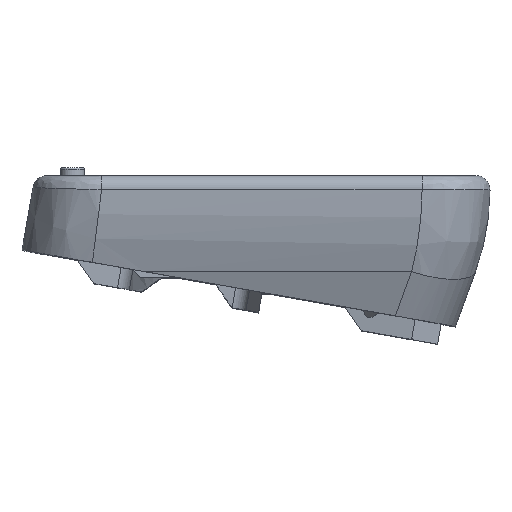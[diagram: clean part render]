
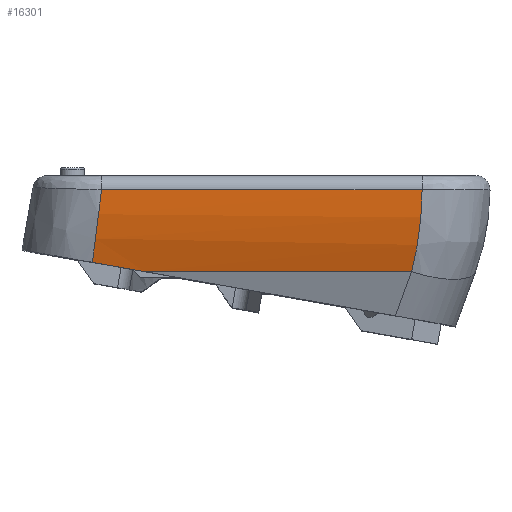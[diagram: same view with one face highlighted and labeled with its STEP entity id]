
A CAD part, top view. The second image highlights one B-rep face of the part: STEP entity #16301.
In plain terms, the highlighted cylindrical face has radius 50 mm (diameter 100 mm), a partial arc.
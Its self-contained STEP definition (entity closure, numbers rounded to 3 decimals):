
#262=ELLIPSE('',#17664,61.612,50.);
#263=ELLIPSE('',#17666,287.939,50.);
#391=B_SPLINE_CURVE_WITH_KNOTS('',3,(#40023,#40024,#40025,#40026,#40027,
#40028,#40029,#40030,#40031,#40032,#40033,#40034,#40035,#40036,#40037,#40038,
#40039,#40040,#40041),.UNSPECIFIED.,.F.,.F.,(4,3,3,3,3,3,4),(1.262,
1.312,1.362,1.413,1.463,1.515,
1.566),.UNSPECIFIED.);
#1392=LINE('',#36469,#3054);
#1848=LINE('',#40022,#3510);
#3054=VECTOR('',#20276,10.);
#3510=VECTOR('',#21628,10.);
#4039=CYLINDRICAL_SURFACE('',#17665,50.);
#4781=FACE_OUTER_BOUND('',#5666,.T.);
#5666=EDGE_LOOP('',(#13733,#13734,#13735,#13736,#13737));
#7214=VERTEX_POINT('',#36465);
#7215=VERTEX_POINT('',#36467);
#7620=VERTEX_POINT('',#40009);
#7621=VERTEX_POINT('',#40019);
#7622=VERTEX_POINT('',#40021);
#9139=EDGE_CURVE('',#7214,#7215,#1392,.T.);
#9824=EDGE_CURVE('',#7620,#7215,#262,.T.);
#9825=EDGE_CURVE('',#7214,#7621,#263,.T.);
#9826=EDGE_CURVE('',#7622,#7620,#1848,.T.);
#9827=EDGE_CURVE('',#7621,#7622,#391,.T.);
#13733=ORIENTED_EDGE('',*,*,#9825,.F.);
#13734=ORIENTED_EDGE('',*,*,#9139,.T.);
#13735=ORIENTED_EDGE('',*,*,#9824,.F.);
#13736=ORIENTED_EDGE('',*,*,#9826,.F.);
#13737=ORIENTED_EDGE('',*,*,#9827,.F.);
#16301=ADVANCED_FACE('',(#4781),#4039,.T.);
#17664=AXIS2_PLACEMENT_3D('',#40017,#21622,#21623);
#17665=AXIS2_PLACEMENT_3D('',#40018,#21624,#21625);
#17666=AXIS2_PLACEMENT_3D('',#40020,#21626,#21627);
#20276=DIRECTION('',(1.,0.,0.));
#21622=DIRECTION('center_axis',(0.812,0.,
-0.584));
#21623=DIRECTION('ref_axis',(0.584,0.,0.812));
#21624=DIRECTION('center_axis',(1.,0.,0.));
#21625=DIRECTION('ref_axis',(0.,-0.174,0.985));
#21626=DIRECTION('center_axis',(-0.174,-0.985,0.));
#21627=DIRECTION('ref_axis',(0.985,-0.174,0.));
#21628=DIRECTION('',(1.,0.,0.));
#36465=CARTESIAN_POINT('',(17.862,9.808,48.32));
#36467=CARTESIAN_POINT('',(72.924,9.808,48.32));
#36469=CARTESIAN_POINT('',(41.222,9.808,48.32));
#40009=CARTESIAN_POINT('',(75.095,26.687,51.335));
#40017=CARTESIAN_POINT('Origin',(39.095,26.909,1.335));
#40018=CARTESIAN_POINT('Origin',(41.222,26.909,1.335));
#40019=CARTESIAN_POINT('',(7.115,11.702,48.967));
#40020=CARTESIAN_POINT('Origin',(-79.123,26.909,1.335));
#40021=CARTESIAN_POINT('',(9.018,26.687,51.335));
#40022=CARTESIAN_POINT('',(41.222,26.687,51.335));
#40023=CARTESIAN_POINT('Ctrl Pts',(7.115,11.702,48.967));
#40024=CARTESIAN_POINT('Ctrl Pts',(7.216,12.494,49.22));
#40025=CARTESIAN_POINT('Ctrl Pts',(7.317,13.293,49.453));
#40026=CARTESIAN_POINT('Ctrl Pts',(7.42,14.097,49.666));
#40027=CARTESIAN_POINT('Ctrl Pts',(7.522,14.901,49.879));
#40028=CARTESIAN_POINT('Ctrl Pts',(7.624,15.71,50.072));
#40029=CARTESIAN_POINT('Ctrl Pts',(7.728,16.524,50.245));
#40030=CARTESIAN_POINT('Ctrl Pts',(7.834,17.358,50.422));
#40031=CARTESIAN_POINT('Ctrl Pts',(7.94,18.198,50.578));
#40032=CARTESIAN_POINT('Ctrl Pts',(8.047,19.04,50.712));
#40033=CARTESIAN_POINT('Ctrl Pts',(8.151,19.862,50.843));
#40034=CARTESIAN_POINT('Ctrl Pts',(8.256,20.686,50.954));
#40035=CARTESIAN_POINT('Ctrl Pts',(8.361,21.513,51.043));
#40036=CARTESIAN_POINT('Ctrl Pts',(8.47,22.372,51.137));
#40037=CARTESIAN_POINT('Ctrl Pts',(8.579,23.233,51.208));
#40038=CARTESIAN_POINT('Ctrl Pts',(8.689,24.096,51.256));
#40039=CARTESIAN_POINT('Ctrl Pts',(8.798,24.959,51.305));
#40040=CARTESIAN_POINT('Ctrl Pts',(8.908,25.823,51.331));
#40041=CARTESIAN_POINT('Ctrl Pts',(9.018,26.687,51.335));
